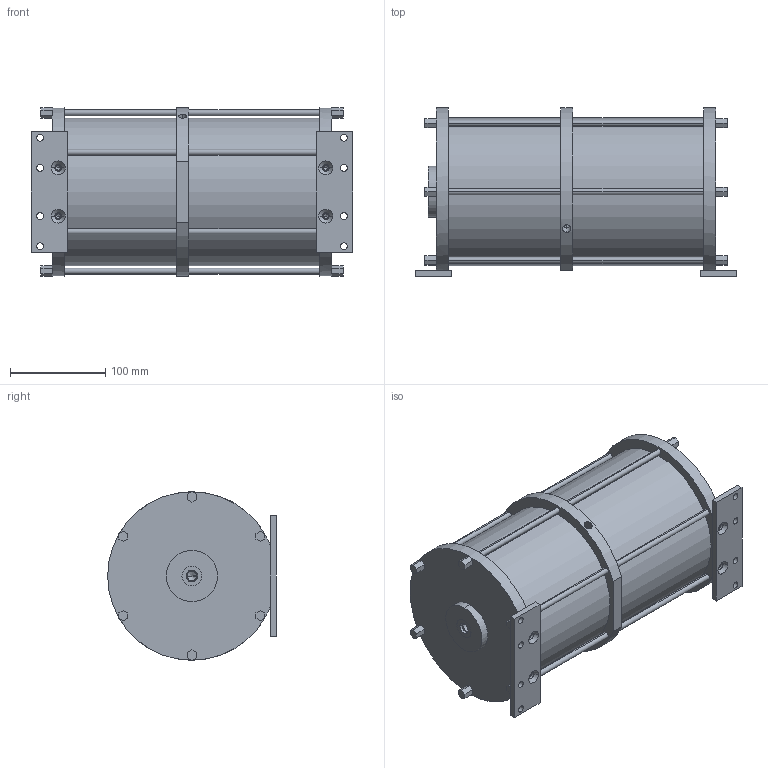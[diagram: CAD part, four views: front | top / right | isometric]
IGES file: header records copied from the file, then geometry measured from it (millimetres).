
Start section:  PTC IGES file: ilc55011402.igs
Global section: file name: ilc55011402.igs; native system: Creo Parametric by Parametric Technology Corporation; preprocessor: 2013320; author: twa; organization: Unknown; date: 20160202.140916; units: inch
Bounding box: 338.71 x 177.55 x 177.7 mm (x, y, z)
Surface area: 278615.4 mm2 (no closed solid volume)
Topology: 0 solids, 0 shells, 245 faces, 1742 edges, 2150 vertices
Faces by surface type: bspline 128, revolution 117
